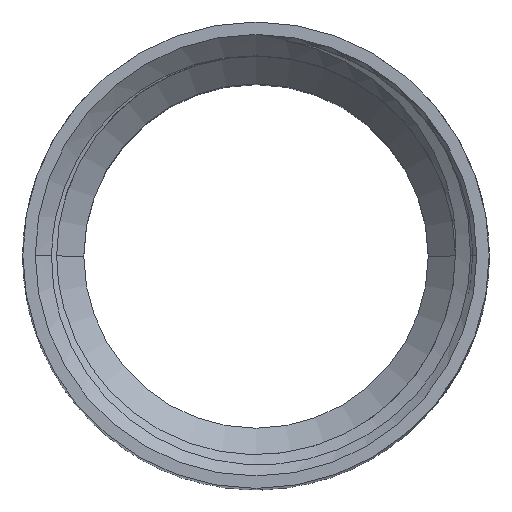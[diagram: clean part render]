
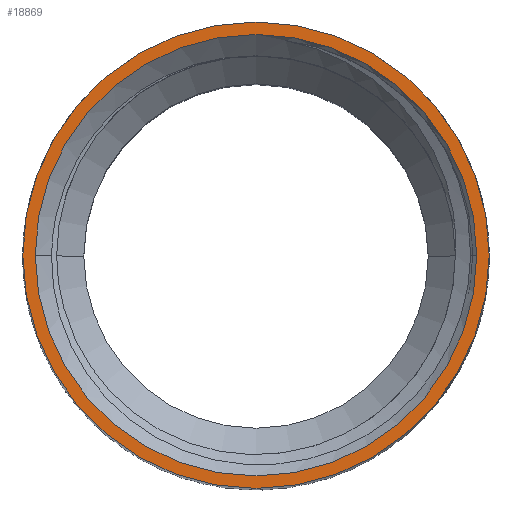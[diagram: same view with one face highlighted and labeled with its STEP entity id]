
A CAD part, top view. The second image highlights one B-rep face of the part: STEP entity #18869.
In plain terms, the highlighted planar face has unit normal (0, 0, 1).
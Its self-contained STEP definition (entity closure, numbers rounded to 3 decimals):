
#463 = FACE_BOUND ( 'NONE', #1954, .T. ) ;
#498 = CARTESIAN_POINT ( 'NONE',  ( -10.922, 0., 0. ) ) ;
#563 = EDGE_CURVE ( 'NONE', #670, #10402, #5898, .T. ) ;
#670 = VERTEX_POINT ( 'NONE', #10937 ) ;
#927 = CARTESIAN_POINT ( 'NONE',  ( 0., 0., 0. ) ) ;
#1954 = EDGE_LOOP ( 'NONE', ( #14273, #3344 ) ) ;
#2336 = CIRCLE ( 'NONE', #16771, 10.922 ) ;
#3288 = EDGE_CURVE ( 'NONE', #15852, #6640, #2336, .T. ) ;
#3341 = CIRCLE ( 'NONE', #17673, 10.338 ) ;
#3344 = ORIENTED_EDGE ( 'NONE', *, *, #10411, .F. ) ;
#4210 = ORIENTED_EDGE ( 'NONE', *, *, #3288, .T. ) ;
#5898 = CIRCLE ( 'NONE', #12413, 10.338 ) ;
#5932 = DIRECTION ( 'NONE',  ( 1., 0., 0. ) ) ;
#6600 = PLANE ( 'NONE',  #7151 ) ;
#6640 = VERTEX_POINT ( 'NONE', #498 ) ;
#7151 = AXIS2_PLACEMENT_3D ( 'NONE', #8032, #18286, #9499 ) ;
#8032 = CARTESIAN_POINT ( 'NONE',  ( 0., 9.338, 0. ) ) ;
#8681 = CARTESIAN_POINT ( 'NONE',  ( 0., 0., 0. ) ) ;
#9499 = DIRECTION ( 'NONE',  ( -1., 0., 0. ) ) ;
#9543 = DIRECTION ( 'NONE',  ( 1., 0., 0. ) ) ;
#9957 = DIRECTION ( 'NONE',  ( 1., 0., 0. ) ) ;
#10391 = DIRECTION ( 'NONE',  ( 0., 0., 1. ) ) ;
#10402 = VERTEX_POINT ( 'NONE', #13965 ) ;
#10411 = EDGE_CURVE ( 'NONE', #10402, #670, #3341, .T. ) ;
#10504 = CARTESIAN_POINT ( 'NONE',  ( 0., 0., 0. ) ) ;
#10547 = EDGE_CURVE ( 'NONE', #6640, #15852, #14770, .T. ) ;
#10937 = CARTESIAN_POINT ( 'NONE',  ( 10.338, 0., 0. ) ) ;
#11502 = DIRECTION ( 'NONE',  ( 0., 0., 1. ) ) ;
#11585 = DIRECTION ( 'NONE',  ( 0., 0., 1. ) ) ;
#11849 = DIRECTION ( 'NONE',  ( 1., 0., 0. ) ) ;
#12413 = AXIS2_PLACEMENT_3D ( 'NONE', #927, #12610, #9543 ) ;
#12610 = DIRECTION ( 'NONE',  ( 0., 0., 1. ) ) ;
#13965 = CARTESIAN_POINT ( 'NONE',  ( -10.338, 0., 0. ) ) ;
#14273 = ORIENTED_EDGE ( 'NONE', *, *, #563, .F. ) ;
#14770 = CIRCLE ( 'NONE', #18041, 10.922 ) ;
#15852 = VERTEX_POINT ( 'NONE', #17094 ) ;
#16166 = CARTESIAN_POINT ( 'NONE',  ( 0., 0., 0. ) ) ;
#16524 = FACE_OUTER_BOUND ( 'NONE', #17516, .T. ) ;
#16771 = AXIS2_PLACEMENT_3D ( 'NONE', #16166, #11502, #5932 ) ;
#16966 = ORIENTED_EDGE ( 'NONE', *, *, #10547, .T. ) ;
#17094 = CARTESIAN_POINT ( 'NONE',  ( 10.922, 0., 0. ) ) ;
#17516 = EDGE_LOOP ( 'NONE', ( #4210, #16966 ) ) ;
#17673 = AXIS2_PLACEMENT_3D ( 'NONE', #8681, #11585, #9957 ) ;
#18041 = AXIS2_PLACEMENT_3D ( 'NONE', #10504, #10391, #11849 ) ;
#18286 = DIRECTION ( 'NONE',  ( 0., 0., -1. ) ) ;
#18869 = ADVANCED_FACE ( 'NONE', ( #463, #16524 ), #6600, .F. ) ;
